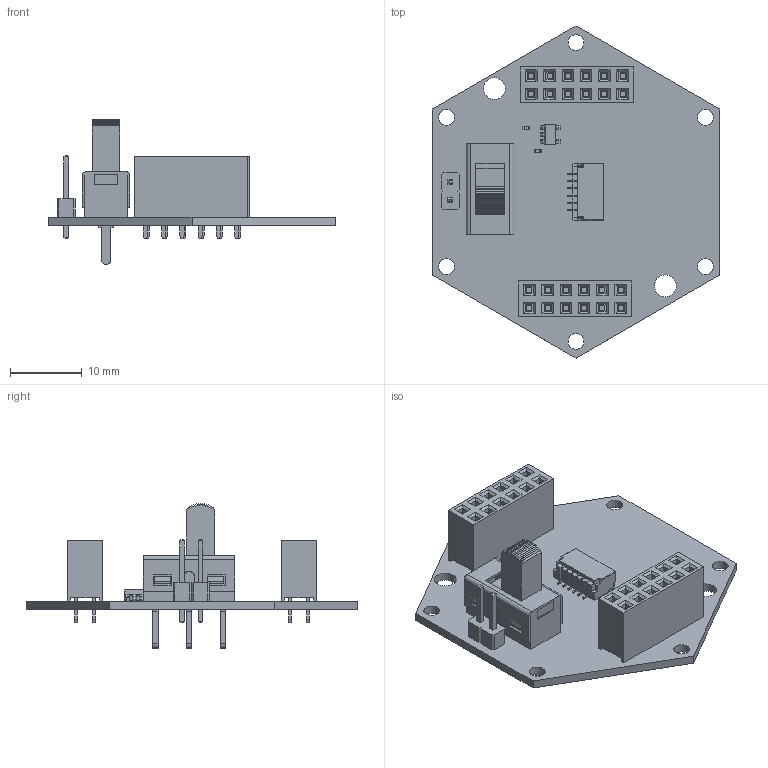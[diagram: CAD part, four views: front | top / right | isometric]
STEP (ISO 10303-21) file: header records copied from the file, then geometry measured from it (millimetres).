
FILE_DESCRIPTION(('FreeCAD Model'),'2;1');
FILE_NAME('Open CASCADE Shape Model','2024-01-24T02:22:20',('Author'),( ''),'Open CASCADE STEP processor 7.5','FreeCAD','Unknown');
FILE_SCHEMA(('AUTOMOTIVE_DESIGN { 1 0 10303 214 1 1 1 1 }'));
Length unit declared in the file: millimetre
Products named in the file (23): LORA_ADAPTER; Local_CS_573e; Board_Geoms_573e; Pcb_573e; PCB_Sketch_573e; Step_Models_573e; Top_573e; J3_SM06B-SRSS-TB(LF)(SN)009_7cb9bbb94884; SM06B-SRSS-TB(LF)(SN); SM06B-SRSS-TB(LF)(SN)001; SM06B-SRSS-TB(LF)(SN)002; SM06B-SRSS-TB(LF)(SN)003; SM06B-SRSS-TB(LF)(SN)004; SM06B-SRSS-TB(LF)(SN)005; SM06B-SRSS-TB(LF)(SN)006; SM06B-SRSS-TB(LF)(SN)007; SM06B-SRSS-TB(LF)(SN)008; U9_SOT_23_5_92a4e90208c5; J1_ZL262-12D_P2-54_L15-74_W5_H8-5_6bbc479e31c9; R1_R_0402_1005Metric_368b4ec6add9; J4_PinHeader_1x02_P254mm_Vertical_c40bb610ca54; S1_500SSPxS2M2xEA.stp_6b039ad39aae; C9_C_0402_1005Metric_82bf13511e2f
Assembly tree (23 placements, depth 5):
  LORA_ADAPTER
    Local_CS_573e
    Board_Geoms_573e
      Pcb_573e
      PCB_Sketch_573e
    Step_Models_573e
      Top_573e
        J3_SM06B-SRSS-TB(LF)(SN)009_7cb9bbb94884
          SM06B-SRSS-TB(LF)(SN)
          SM06B-SRSS-TB(LF)(SN)001
          SM06B-SRSS-TB(LF)(SN)002
          SM06B-SRSS-TB(LF)(SN)003
          SM06B-SRSS-TB(LF)(SN)004
          SM06B-SRSS-TB(LF)(SN)005
          SM06B-SRSS-TB(LF)(SN)006
          SM06B-SRSS-TB(LF)(SN)007
          SM06B-SRSS-TB(LF)(SN)008
        U9_SOT_23_5_92a4e90208c5
        J1_ZL262-12D_P2-54_L15-74_W5_H8-5_6bbc479e31c9  x2
        R1_R_0402_1005Metric_368b4ec6add9
        J4_PinHeader_1x02_P254mm_Vertical_c40bb610ca54
        S1_500SSPxS2M2xEA.stp_6b039ad39aae
        C9_C_0402_1005Metric_82bf13511e2f
Bounding box: 40 x 46.19 x 20.19 mm (x, y, z)
Volume: 3247 mm3; surface area: 7264.2 mm2
Topology: 17 solids, 17 shells, 1510 faces, 4044 edges, 2645 vertices
Faces by surface type: plane 1353, cylinder 119, bspline 37, cone 1
Full cylindrical faces by diameter (mm): 1 x26, 1.85 x3, 2.2 x6, 2.4 x1, 3.041 x2
Entity records: 39611 total; most frequent: CARTESIAN_POINT 7056, ORIENTED_EDGE 6236, DIRECTION 5621, EDGE_CURVE 3118, LINE 2797, VECTOR 2797, VERTEX_POINT 2033, AXIS2_PLACEMENT_3D 1412
